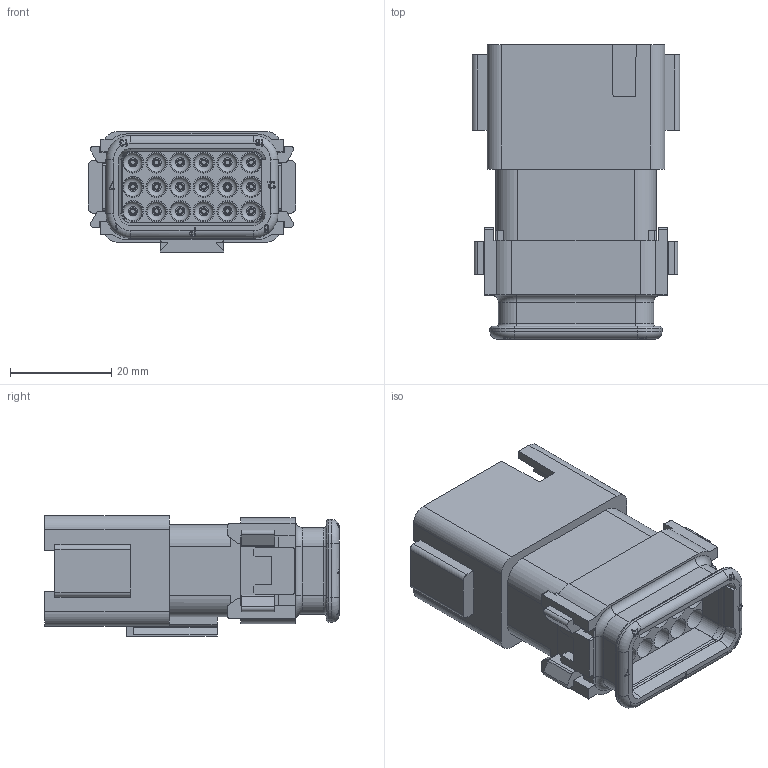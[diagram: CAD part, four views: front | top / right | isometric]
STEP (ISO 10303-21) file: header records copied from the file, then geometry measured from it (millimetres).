
FILE_DESCRIPTION(/* description */ ('STEP AP214'),/* implementation_level */ '2;1');
FILE_NAME(/* name */ 'AT16-18PA-EKSR02',/* time_stamp */ '2023-01-27T07:56:07+01:00',/* author */ ('License CC BY-ND 4.0'),/* organization */ ('CADENAS'),/* preprocessor_version */ 'ST-DEVELOPER v18.102',/* originating_system */ 'PARTsolutions',/* authorisation */ ' ');
FILE_SCHEMA (('AUTOMOTIVE_DESIGN {1 0 10303 214 3 1 1}'));
Length unit declared in the file: millimetre
Products named in the file (1): AT16-18PA-EKSR02
Bounding box: 41.1 x 58.26 x 23.95 mm (x, y, z)
Volume: 22971.5 mm3; surface area: 13017.8 mm2
Topology: 1 solids, 1 shells, 886 faces, 2224 edges, 1455 vertices
Faces by surface type: plane 601, cylinder 218, torus 59, cone 8
Full cylindrical faces by diameter (mm): 0.45 x2, 0.5 x1, 0.54 x2, 0.6 x2, 0.9 x18, 1.7 x18, 3.8 x18, 4.22 x18
Entity records: 32006 total; most frequent: CARTESIAN_POINT 4676, DIRECTION 4357, ORIENTED_EDGE 4192, EDGE_CURVE 2096, LINE 1469, VECTOR 1469, AXIS2_PLACEMENT_3D 1444, VERTEX_POINT 1442
